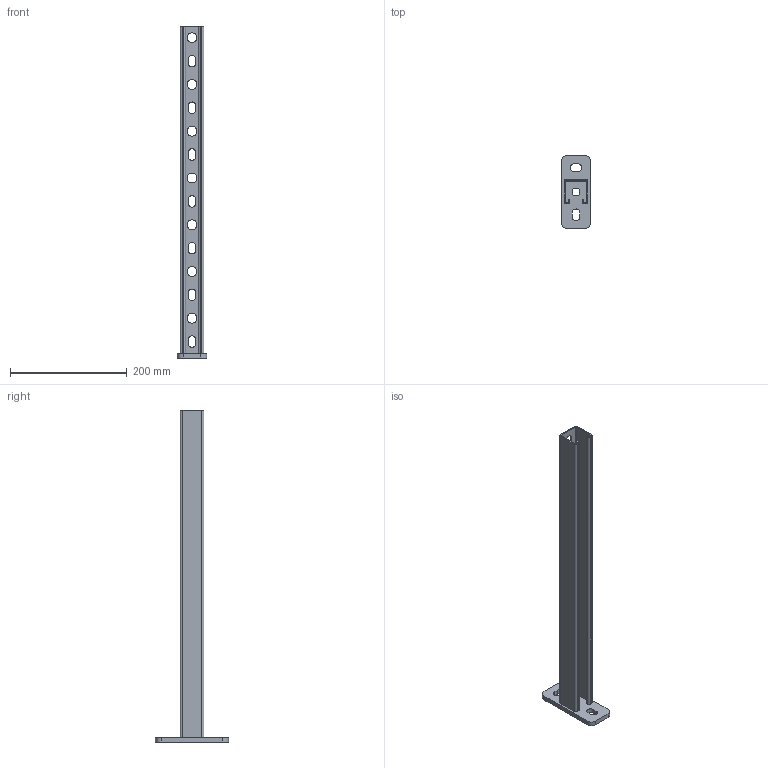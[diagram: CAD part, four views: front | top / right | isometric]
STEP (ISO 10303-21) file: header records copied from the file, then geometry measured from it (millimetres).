
FILE_DESCRIPTION(('STEP AP214'),'1');
FILE_NAME('cctmp_0808A35E-F581-43E6-BD39-FA2703E19365_2023_03_02_12_31_47_0045..stp','2023-03-02T11:31:47',('MÜPRO Services GmbH'),('CADClick - www.CADClick.com'),'Spatial InterOp 3D',' ','unknown authorization');
FILE_SCHEMA(('AUTOMOTIVE_DESIGN'));
Length unit declared in the file: millimetre
Products named in the file (3): cc_unnamed; 154220_1; 154220
Assembly tree (2 placements, depth 2):
  cc_unnamed
    154220_1
    154220
Bounding box: 50 x 125 x 568 mm (x, y, z)
Volume: 192681.3 mm3; surface area: 167521.7 mm2
Topology: 2 solids, 2 shells, 110 faces, 318 edges, 212 vertices
Faces by surface type: cylinder 68, plane 42
Entity records: 4706 total; most frequent: DIRECTION 680, CARTESIAN_POINT 643, ORIENTED_EDGE 636, EDGE_CURVE 318, AXIS2_PLACEMENT_3D 249, VERTEX_POINT 212, LINE 182, VECTOR 182
